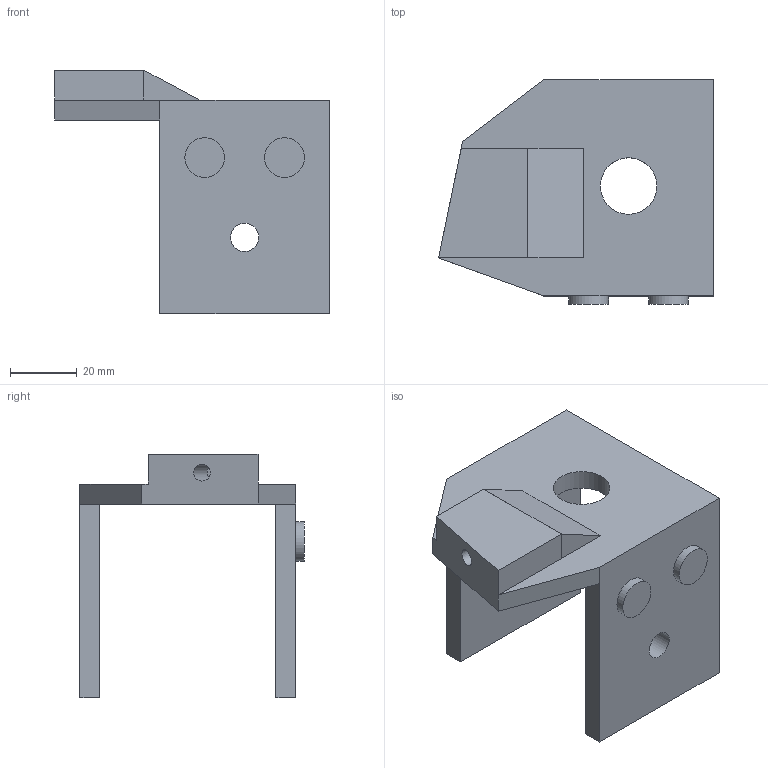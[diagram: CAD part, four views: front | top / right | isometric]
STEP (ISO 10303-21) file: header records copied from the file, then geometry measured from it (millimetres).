
FILE_DESCRIPTION(/* description */ (''),/* implementation_level */ '2;1');
FILE_NAME(/* name */ 'C23[i3][R][1].stp',/* time_stamp */ '2023-06-09T11:32:06-05:00',/* author */ ('juanj'),/* organization */ (''),/* preprocessor_version */ 'ST-DEVELOPER v19.2',/* originating_system */ 'Autodesk Inventor 2024',/* authorisation */ '');
FILE_SCHEMA (('AUTOMOTIVE_DESIGN { 1 0 10303 214 3 1 1 }'));
Length unit declared in the file: millimetre
Products named in the file (1): C23[i3][R][1]
Bounding box: 82.64 x 67.46 x 73.32 mm (x, y, z)
Volume: 71317 mm3; surface area: 25710.8 mm2
Topology: 1 solids, 1 shells, 31 faces, 77 edges, 69 vertices
Faces by surface type: plane 24, cylinder 7
Full cylindrical faces by diameter (mm): 5.1 x1, 8.5 x2, 10 x1, 11.95 x2, 17 x1
Entity records: 1025 total; most frequent: CARTESIAN_POINT 173, DIRECTION 152, ORIENTED_EDGE 144, EDGE_CURVE 72, LINE 58, VECTOR 58, VERTEX_POINT 47, AXIS2_PLACEMENT_3D 47
